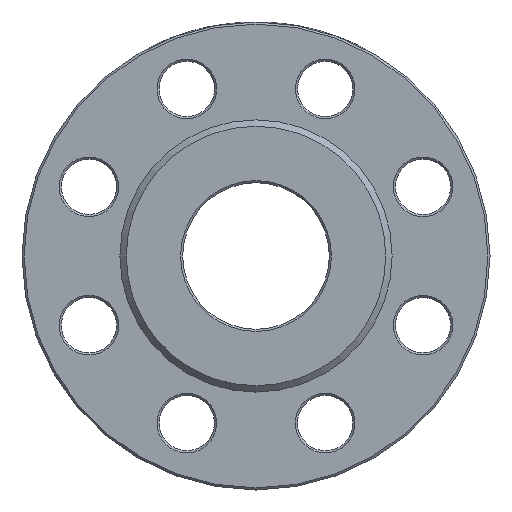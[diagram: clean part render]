
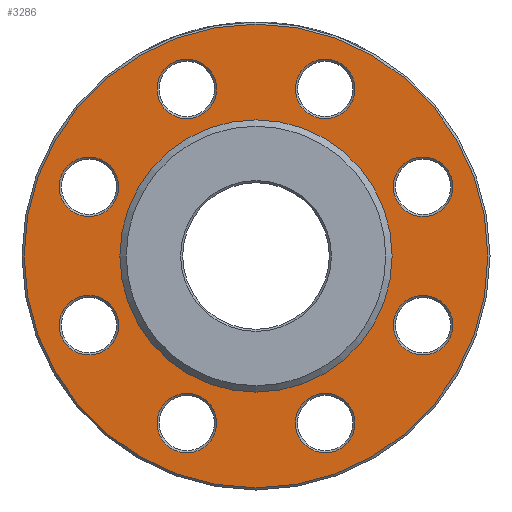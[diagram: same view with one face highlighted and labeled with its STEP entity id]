
A CAD part, left-side view. The second image highlights one B-rep face of the part: STEP entity #3286.
In plain terms, the highlighted planar face has unit normal (-1, 0, 0).
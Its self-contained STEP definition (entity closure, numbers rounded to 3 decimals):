
#62 = CARTESIAN_POINT ( 'NONE',  ( 3., -32.528, -78.53 ) ) ;
#138 = DIRECTION ( 'NONE',  ( 1., 0., 0. ) ) ;
#180 = FACE_BOUND ( 'NONE', #1975, .T. ) ;
#206 = CARTESIAN_POINT ( 'NONE',  ( 3., 0., 0. ) ) ;
#295 = DIRECTION ( 'NONE',  ( 1., 0., 0. ) ) ;
#303 = FACE_BOUND ( 'NONE', #971, .T. ) ;
#358 = DIRECTION ( 'NONE',  ( 0., 0.707, -0.707 ) ) ;
#377 = AXIS2_PLACEMENT_3D ( 'NONE', #3047, #4341, #442 ) ;
#442 = DIRECTION ( 'NONE',  ( 0., 1., 0. ) ) ;
#642 = CARTESIAN_POINT ( 'NONE',  ( 3., 64., 0. ) ) ;
#684 = EDGE_LOOP ( 'NONE', ( #5239 ) ) ;
#728 = FACE_BOUND ( 'NONE', #2637, .T. ) ;
#805 = CARTESIAN_POINT ( 'NONE',  ( 3., -46.528, -78.53 ) ) ;
#831 = CIRCLE ( 'NONE', #5525, 14. ) ;
#917 = AXIS2_PLACEMENT_3D ( 'NONE', #1590, #2455, #4603 ) ;
#948 = EDGE_CURVE ( 'NONE', #3583, #3583, #4417, .T. ) ;
#953 = CARTESIAN_POINT ( 'NONE',  ( 3., -22.629, 88.429 ) ) ;
#971 = EDGE_LOOP ( 'NONE', ( #1171 ) ) ;
#1032 = DIRECTION ( 'NONE',  ( 0., -1., 0. ) ) ;
#1036 = CIRCLE ( 'NONE', #4539, 14. ) ;
#1151 = VERTEX_POINT ( 'NONE', #3864 ) ;
#1171 = ORIENTED_EDGE ( 'NONE', *, *, #5500, .T. ) ;
#1201 = DIRECTION ( 'NONE',  ( 1., 0., 0. ) ) ;
#1212 = VERTEX_POINT ( 'NONE', #3893 ) ;
#1220 = AXIS2_PLACEMENT_3D ( 'NONE', #3121, #138, #2737 ) ;
#1313 = EDGE_CURVE ( 'NONE', #5082, #5082, #4882, .T. ) ;
#1443 = ORIENTED_EDGE ( 'NONE', *, *, #4344, .T. ) ;
#1482 = FACE_BOUND ( 'NONE', #1716, .T. ) ;
#1505 = VERTEX_POINT ( 'NONE', #4612 ) ;
#1590 = CARTESIAN_POINT ( 'NONE',  ( 3., -78.53, -32.528 ) ) ;
#1653 = CARTESIAN_POINT ( 'NONE',  ( 3., 88.429, 22.629 ) ) ;
#1677 = ORIENTED_EDGE ( 'NONE', *, *, #948, .T. ) ;
#1716 = EDGE_LOOP ( 'NONE', ( #1443 ) ) ;
#1718 = DIRECTION ( 'NONE',  ( 1., 0., 0. ) ) ;
#1767 = EDGE_CURVE ( 'NONE', #2862, #2862, #831, .T. ) ;
#1883 = CARTESIAN_POINT ( 'NONE',  ( 3., 0., 0. ) ) ;
#1912 = ORIENTED_EDGE ( 'NONE', *, *, #4725, .T. ) ;
#1930 = ORIENTED_EDGE ( 'NONE', *, *, #4010, .T. ) ;
#1940 = FACE_OUTER_BOUND ( 'NONE', #4069, .T. ) ;
#1975 = EDGE_LOOP ( 'NONE', ( #1677 ) ) ;
#2049 = EDGE_CURVE ( 'NONE', #2723, #2723, #3423, .T. ) ;
#2084 = CARTESIAN_POINT ( 'NONE',  ( 3., -32.528, 78.53 ) ) ;
#2119 = ORIENTED_EDGE ( 'NONE', *, *, #1767, .T. ) ;
#2152 = DIRECTION ( 'NONE',  ( 0., 0., -1. ) ) ;
#2270 = CARTESIAN_POINT ( 'NONE',  ( 3., 46.528, 78.53 ) ) ;
#2293 = EDGE_CURVE ( 'NONE', #1505, #1505, #2494, .T. ) ;
#2326 = ORIENTED_EDGE ( 'NONE', *, *, #2293, .T. ) ;
#2413 = FACE_BOUND ( 'NONE', #4419, .T. ) ;
#2455 = DIRECTION ( 'NONE',  ( 1., 0., 0. ) ) ;
#2463 = VERTEX_POINT ( 'NONE', #805 ) ;
#2494 = CIRCLE ( 'NONE', #3128, 109. ) ;
#2502 = FACE_BOUND ( 'NONE', #4865, .T. ) ;
#2571 = CARTESIAN_POINT ( 'NONE',  ( 3., 32.528, -78.53 ) ) ;
#2637 = EDGE_LOOP ( 'NONE', ( #1930 ) ) ;
#2723 = VERTEX_POINT ( 'NONE', #3157 ) ;
#2737 = DIRECTION ( 'NONE',  ( 0., 0., 1. ) ) ;
#2842 = FACE_BOUND ( 'NONE', #3307, .T. ) ;
#2862 = VERTEX_POINT ( 'NONE', #953 ) ;
#2869 = DIRECTION ( 'NONE',  ( 0., 0., 1. ) ) ;
#2900 = AXIS2_PLACEMENT_3D ( 'NONE', #206, #4153, #2869 ) ;
#2999 = DIRECTION ( 'NONE',  ( 1., 0., 0. ) ) ;
#3017 = EDGE_LOOP ( 'NONE', ( #5407 ) ) ;
#3047 = CARTESIAN_POINT ( 'NONE',  ( 3., 32.528, 78.53 ) ) ;
#3121 = CARTESIAN_POINT ( 'NONE',  ( 3., -78.53, 32.528 ) ) ;
#3128 = AXIS2_PLACEMENT_3D ( 'NONE', #1883, #5403, #4132 ) ;
#3157 = CARTESIAN_POINT ( 'NONE',  ( 3., -88.429, -22.629 ) ) ;
#3207 = DIRECTION ( 'NONE',  ( 1., 0., 0. ) ) ;
#3286 = ADVANCED_FACE ( 'NONE', ( #728, #2502, #2842, #303, #5429, #1482, #180, #2413, #1940, #5459 ), #4591, .F. ) ;
#3307 = EDGE_LOOP ( 'NONE', ( #2119 ) ) ;
#3423 = CIRCLE ( 'NONE', #917, 14. ) ;
#3424 = DIRECTION ( 'NONE',  ( 1., 0., 0. ) ) ;
#3513 = ORIENTED_EDGE ( 'NONE', *, *, #1313, .T. ) ;
#3534 = DIRECTION ( 'NONE',  ( 0., -0.707, -0.707 ) ) ;
#3583 = VERTEX_POINT ( 'NONE', #4114 ) ;
#3835 = DIRECTION ( 'NONE',  ( 0., 0.707, 0.707 ) ) ;
#3864 = CARTESIAN_POINT ( 'NONE',  ( 3., 0., 64. ) ) ;
#3893 = CARTESIAN_POINT ( 'NONE',  ( 3., -78.53, 46.528 ) ) ;
#4010 = EDGE_CURVE ( 'NONE', #4646, #4646, #4367, .T. ) ;
#4069 = EDGE_LOOP ( 'NONE', ( #2326 ) ) ;
#4114 = CARTESIAN_POINT ( 'NONE',  ( 3., 22.629, -88.429 ) ) ;
#4132 = DIRECTION ( 'NONE',  ( 0., 0., -1. ) ) ;
#4153 = DIRECTION ( 'NONE',  ( -1., 0., 0. ) ) ;
#4341 = DIRECTION ( 'NONE',  ( 1., 0., 0. ) ) ;
#4344 = EDGE_CURVE ( 'NONE', #2463, #2463, #1036, .T. ) ;
#4367 = CIRCLE ( 'NONE', #4452, 14. ) ;
#4376 = AXIS2_PLACEMENT_3D ( 'NONE', #5158, #1201, #5619 ) ;
#4417 = CIRCLE ( 'NONE', #4877, 14. ) ;
#4419 = EDGE_LOOP ( 'NONE', ( #1912 ) ) ;
#4447 = EDGE_CURVE ( 'NONE', #1151, #1151, #5564, .T. ) ;
#4452 = AXIS2_PLACEMENT_3D ( 'NONE', #4802, #1718, #358 ) ;
#4539 = AXIS2_PLACEMENT_3D ( 'NONE', #62, #3207, #1032 ) ;
#4591 = PLANE ( 'NONE',  #5710 ) ;
#4603 = DIRECTION ( 'NONE',  ( 0., -0.707, 0.707 ) ) ;
#4612 = CARTESIAN_POINT ( 'NONE',  ( 3., 0., -109. ) ) ;
#4646 = VERTEX_POINT ( 'NONE', #1653 ) ;
#4725 = EDGE_CURVE ( 'NONE', #5194, #5194, #5378, .T. ) ;
#4766 = CARTESIAN_POINT ( 'NONE',  ( 3., 78.53, -46.528 ) ) ;
#4802 = CARTESIAN_POINT ( 'NONE',  ( 3., 78.53, 32.528 ) ) ;
#4865 = EDGE_LOOP ( 'NONE', ( #3513 ) ) ;
#4877 = AXIS2_PLACEMENT_3D ( 'NONE', #2571, #2999, #3534 ) ;
#4882 = CIRCLE ( 'NONE', #377, 14. ) ;
#5082 = VERTEX_POINT ( 'NONE', #2270 ) ;
#5158 = CARTESIAN_POINT ( 'NONE',  ( 3., 78.53, -32.528 ) ) ;
#5194 = VERTEX_POINT ( 'NONE', #4766 ) ;
#5239 = ORIENTED_EDGE ( 'NONE', *, *, #4447, .F. ) ;
#5378 = CIRCLE ( 'NONE', #4376, 14. ) ;
#5403 = DIRECTION ( 'NONE',  ( -1., 0., 0. ) ) ;
#5407 = ORIENTED_EDGE ( 'NONE', *, *, #2049, .T. ) ;
#5429 = FACE_BOUND ( 'NONE', #3017, .T. ) ;
#5456 = CIRCLE ( 'NONE', #1220, 14. ) ;
#5459 = FACE_BOUND ( 'NONE', #684, .T. ) ;
#5500 = EDGE_CURVE ( 'NONE', #1212, #1212, #5456, .T. ) ;
#5525 = AXIS2_PLACEMENT_3D ( 'NONE', #2084, #295, #3835 ) ;
#5564 = CIRCLE ( 'NONE', #2900, 64. ) ;
#5619 = DIRECTION ( 'NONE',  ( 0., 0., -1. ) ) ;
#5710 = AXIS2_PLACEMENT_3D ( 'NONE', #642, #3424, #2152 ) ;
